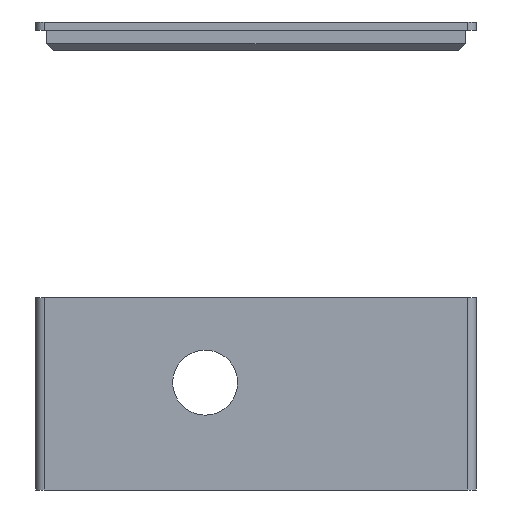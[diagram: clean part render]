
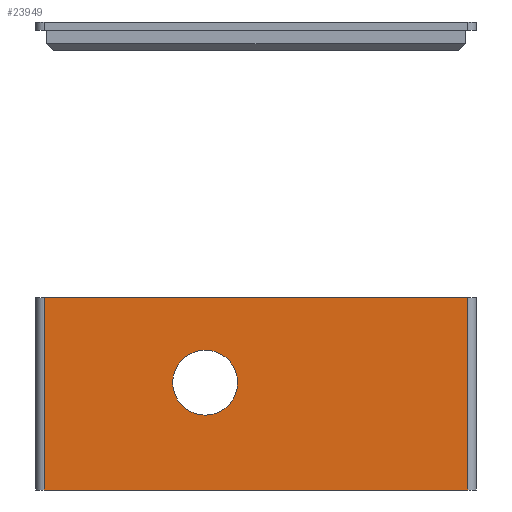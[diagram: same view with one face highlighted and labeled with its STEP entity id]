
A CAD part, left-side view. The second image highlights one B-rep face of the part: STEP entity #23949.
In plain terms, the highlighted planar face has unit normal (-1, 0, 0).
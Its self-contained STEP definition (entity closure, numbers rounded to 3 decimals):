
#60=CIRCLE('',#25226,11.5);
#485=FACE_BOUND('',#3766,.T.);
#2397=FACE_OUTER_BOUND('',#3765,.T.);
#3765=EDGE_LOOP('',(#18055,#18056,#18057,#18058));
#3766=EDGE_LOOP('',(#18059));
#5876=LINE('',#34740,#8305);
#5877=LINE('',#34743,#8306);
#5884=LINE('',#34795,#8313);
#5885=LINE('',#34796,#8314);
#8305=VECTOR('',#27810,10.);
#8306=VECTOR('',#27813,10.);
#8313=VECTOR('',#27860,10.);
#8314=VECTOR('',#27861,10.);
#10495=VERTEX_POINT('',#34736);
#10496=VERTEX_POINT('',#34738);
#10497=VERTEX_POINT('',#34742);
#10522=VERTEX_POINT('',#34794);
#10523=VERTEX_POINT('',#34797);
#13274=EDGE_CURVE('',#10496,#10495,#5876,.T.);
#13275=EDGE_CURVE('',#10495,#10497,#5877,.T.);
#13301=EDGE_CURVE('',#10522,#10496,#5884,.T.);
#13302=EDGE_CURVE('',#10497,#10522,#5885,.T.);
#13303=EDGE_CURVE('',#10523,#10523,#60,.T.);
#18055=ORIENTED_EDGE('',*,*,#13274,.F.);
#18056=ORIENTED_EDGE('',*,*,#13301,.F.);
#18057=ORIENTED_EDGE('',*,*,#13302,.F.);
#18058=ORIENTED_EDGE('',*,*,#13275,.F.);
#18059=ORIENTED_EDGE('',*,*,#13303,.T.);
#23112=PLANE('',#25225);
#23949=ADVANCED_FACE('',(#2397,#485),#23112,.T.);
#25225=AXIS2_PLACEMENT_3D('',#34793,#27858,#27859);
#25226=AXIS2_PLACEMENT_3D('',#34798,#27862,#27863);
#27810=DIRECTION('',(0.,0.,1.));
#27813=DIRECTION('',(0.,-1.,0.));
#27858=DIRECTION('center_axis',(-1.,0.,0.));
#27859=DIRECTION('ref_axis',(0.,1.,0.));
#27860=DIRECTION('',(0.,1.,0.));
#27861=DIRECTION('',(0.,0.,-1.));
#27862=DIRECTION('center_axis',(1.,0.,0.));
#27863=DIRECTION('ref_axis',(0.,1.,0.));
#34736=CARTESIAN_POINT('',(-11.,119.,65.));
#34738=CARTESIAN_POINT('',(-11.,119.,-3.));
#34740=CARTESIAN_POINT('',(-11.,119.,0.));
#34742=CARTESIAN_POINT('',(-11.,-31.,65.));
#34743=CARTESIAN_POINT('',(-11.,-34.,65.));
#34793=CARTESIAN_POINT('Origin',(-11.,-34.,0.));
#34794=CARTESIAN_POINT('',(-11.,-31.,-3.));
#34795=CARTESIAN_POINT('',(-11.,-34.,-3.));
#34796=CARTESIAN_POINT('',(-11.,-31.,0.));
#34797=CARTESIAN_POINT('',(-11.,50.5,35.));
#34798=CARTESIAN_POINT('Origin',(-11.,62.,35.));
